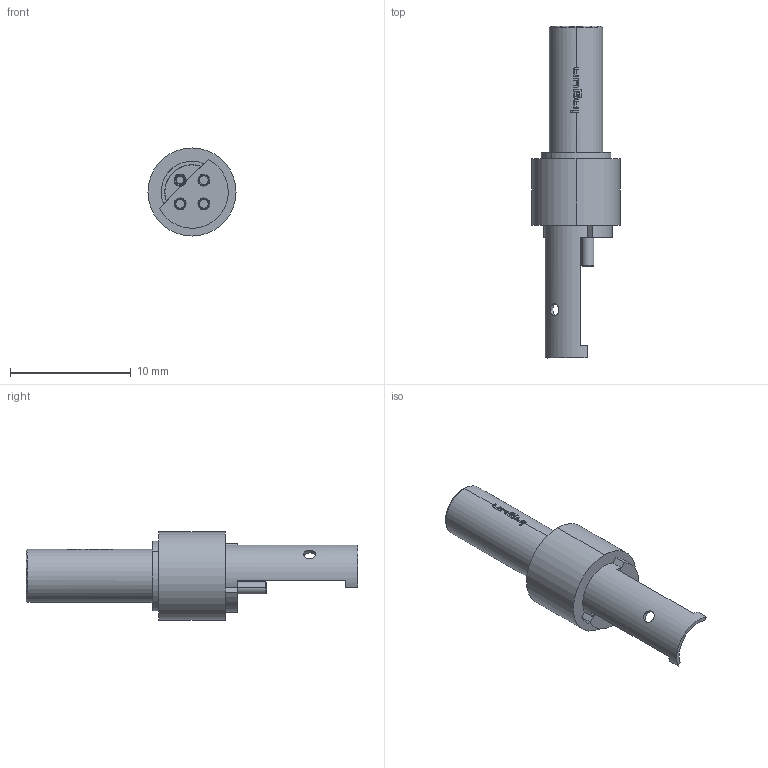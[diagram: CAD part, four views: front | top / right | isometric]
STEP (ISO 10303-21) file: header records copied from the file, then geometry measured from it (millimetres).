
FILE_DESCRIPTION (( 'STEP AP203' ), '1' );
FILE_NAME ('INGUN_SE-819-V5-Z.STEP', '2022-05-19T05:09:43', ( 'ochi' ), ( '' ), 'SwSTEP 2.0', 'SolidWorks 2018', '' );
FILE_SCHEMA (( 'CONFIG_CONTROL_DESIGN' ));
Length unit declared in the file: millimetre
Products named in the file (1): INGUN_SE-819-V5-Z
Bounding box: 7.3 x 27.5 x 7.3 mm (x, y, z)
Volume: 418.9 mm3; surface area: 780.4 mm2
Topology: 1 solids, 1 shells, 368 faces, 1114 edges, 723 vertices
Faces by surface type: cylinder 134, plane 117, cone 63, torus 32, bspline 22
Entity records: 13562 total; most frequent: CARTESIAN_POINT 3852, ORIENTED_EDGE 2212, DIRECTION 1857, EDGE_CURVE 1106, AXIS2_PLACEMENT_3D 736, VERTEX_POINT 723, CIRCLE 389, VECTOR 385
